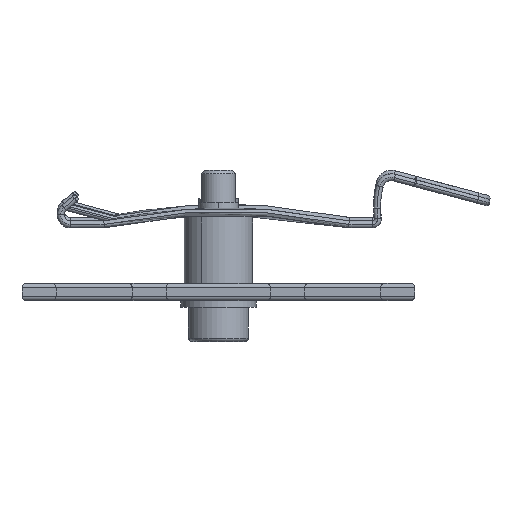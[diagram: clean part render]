
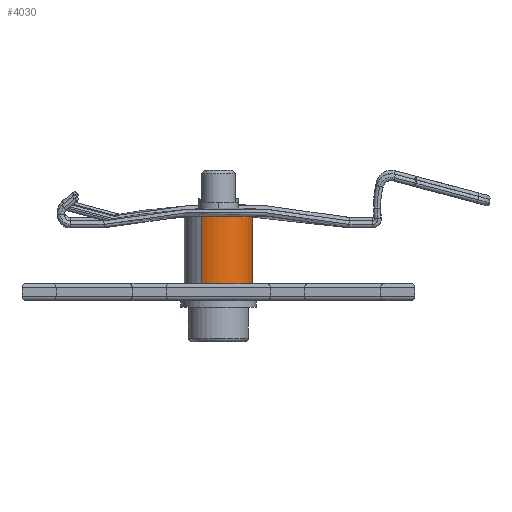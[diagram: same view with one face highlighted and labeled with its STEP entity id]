
A CAD part, left-side view. The second image highlights one B-rep face of the part: STEP entity #4030.
In plain terms, the highlighted cylindrical face has radius 4 mm (diameter 8 mm), a partial arc.
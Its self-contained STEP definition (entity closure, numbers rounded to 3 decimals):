
#822 = LINE ( 'NONE', #3716, #14145 ) ;
#1001 = CYLINDRICAL_SURFACE ( 'NONE', #15684, 4. ) ;
#2247 = CIRCLE ( 'NONE', #5536, 4. ) ;
#3648 = CARTESIAN_POINT ( 'NONE',  ( 0., 0., -4. ) ) ;
#3716 = CARTESIAN_POINT ( 'NONE',  ( 0., -8., 4. ) ) ;
#3908 = EDGE_CURVE ( 'NONE', #13580, #4011, #12711, .T. ) ;
#4011 = VERTEX_POINT ( 'NONE', #16887 ) ;
#4027 = DIRECTION ( 'NONE',  ( 0., 1., 0. ) ) ;
#4030 = ADVANCED_FACE ( 'NONE', ( #13783 ), #1001, .T. ) ;
#5080 = EDGE_CURVE ( 'NONE', #13580, #18558, #822, .T. ) ;
#5501 = DIRECTION ( 'NONE',  ( 0., 0., 1. ) ) ;
#5536 = AXIS2_PLACEMENT_3D ( 'NONE', #15000, #16544, #5501 ) ;
#5909 = CARTESIAN_POINT ( 'NONE',  ( 0., -8., 4. ) ) ;
#6555 = VECTOR ( 'NONE', #20331, 1000. ) ;
#7225 = DIRECTION ( 'NONE',  ( 0., 1., 0. ) ) ;
#7298 = CARTESIAN_POINT ( 'NONE',  ( 0., -8., 0. ) ) ;
#7581 = EDGE_CURVE ( 'NONE', #4011, #18814, #17140, .T. ) ;
#9010 = ORIENTED_EDGE ( 'NONE', *, *, #10747, .F. ) ;
#9310 = CARTESIAN_POINT ( 'NONE',  ( 0., -8., -4. ) ) ;
#9642 = CARTESIAN_POINT ( 'NONE',  ( 0., 0., 4. ) ) ;
#9987 = EDGE_LOOP ( 'NONE', ( #20005, #11386, #9010, #18752 ) ) ;
#10326 = CARTESIAN_POINT ( 'NONE',  ( 0., -8., 0. ) ) ;
#10747 = EDGE_CURVE ( 'NONE', #18558, #18814, #2247, .T. ) ;
#11386 = ORIENTED_EDGE ( 'NONE', *, *, #7581, .T. ) ;
#12711 = CIRCLE ( 'NONE', #13047, 4. ) ;
#13047 = AXIS2_PLACEMENT_3D ( 'NONE', #10326, #4027, #14973 ) ;
#13580 = VERTEX_POINT ( 'NONE', #5909 ) ;
#13783 = FACE_OUTER_BOUND ( 'NONE', #9987, .T. ) ;
#14145 = VECTOR ( 'NONE', #7225, 1000. ) ;
#14973 = DIRECTION ( 'NONE',  ( 0., 0., 1. ) ) ;
#15000 = CARTESIAN_POINT ( 'NONE',  ( 0., 0., 0. ) ) ;
#15641 = DIRECTION ( 'NONE',  ( 0., 0., 1. ) ) ;
#15684 = AXIS2_PLACEMENT_3D ( 'NONE', #7298, #15733, #15641 ) ;
#15733 = DIRECTION ( 'NONE',  ( 0., 1., 0. ) ) ;
#16544 = DIRECTION ( 'NONE',  ( 0., 1., 0. ) ) ;
#16887 = CARTESIAN_POINT ( 'NONE',  ( 0., -8., -4. ) ) ;
#17140 = LINE ( 'NONE', #9310, #6555 ) ;
#18558 = VERTEX_POINT ( 'NONE', #9642 ) ;
#18752 = ORIENTED_EDGE ( 'NONE', *, *, #5080, .F. ) ;
#18814 = VERTEX_POINT ( 'NONE', #3648 ) ;
#20005 = ORIENTED_EDGE ( 'NONE', *, *, #3908, .T. ) ;
#20331 = DIRECTION ( 'NONE',  ( 0., 1., 0. ) ) ;
